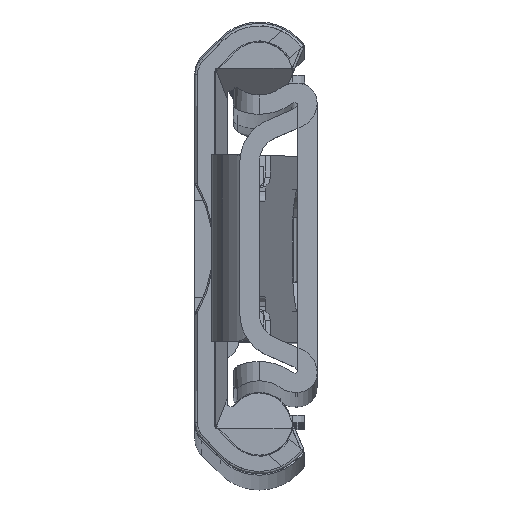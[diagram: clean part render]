
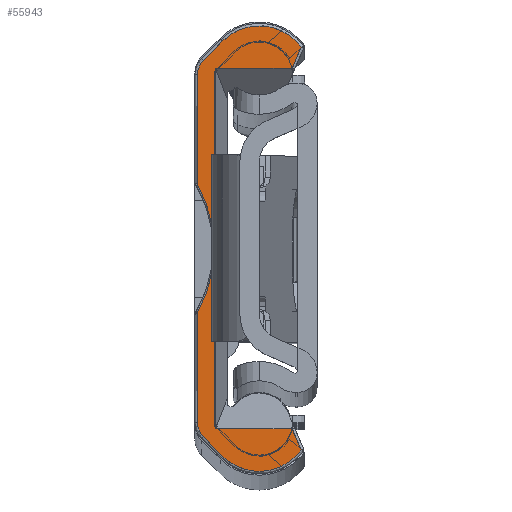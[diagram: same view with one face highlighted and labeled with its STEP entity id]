
A CAD part, top view. The second image highlights one B-rep face of the part: STEP entity #55943.
In plain terms, the highlighted planar face has unit normal (0, 0, 1).
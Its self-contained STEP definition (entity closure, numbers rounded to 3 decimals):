
#2099=PLANE('',#59328);
#3368=CIRCLE('',#59322,10.1);
#3372=CIRCLE('',#59329,1.6);
#3373=CIRCLE('',#59330,4.);
#3374=CIRCLE('',#59331,4.);
#3375=CIRCLE('',#59332,1.6);
#5771=FACE_OUTER_BOUND('',#8892,.T.);
#8892=EDGE_LOOP('',(#37783,#37784,#37785,#37786,#37787,#37788,#37789,#37790,
#37791,#37792,#37793,#37794,#37795,#37796));
#12233=LINE('',#80251,#15689);
#12235=LINE('',#80257,#15691);
#12236=LINE('',#80261,#15692);
#12237=LINE('',#80265,#15693);
#12238=LINE('',#80267,#15694);
#12239=LINE('',#80269,#15695);
#12240=LINE('',#80271,#15696);
#12241=LINE('',#80273,#15697);
#12242=LINE('',#80277,#15698);
#15689=VECTOR('',#65588,10.);
#15691=VECTOR('',#65594,10.);
#15692=VECTOR('',#65597,10.);
#15693=VECTOR('',#65600,10.);
#15694=VECTOR('',#65601,10.);
#15695=VECTOR('',#65602,10.);
#15696=VECTOR('',#65603,10.);
#15697=VECTOR('',#65604,10.);
#15698=VECTOR('',#65607,10.);
#21765=VERTEX_POINT('',#80172);
#21767=VERTEX_POINT('',#80190);
#21770=VERTEX_POINT('',#80250);
#21772=VERTEX_POINT('',#80256);
#21773=VERTEX_POINT('',#80258);
#21774=VERTEX_POINT('',#80260);
#21775=VERTEX_POINT('',#80262);
#21776=VERTEX_POINT('',#80264);
#21777=VERTEX_POINT('',#80266);
#21778=VERTEX_POINT('',#80268);
#21779=VERTEX_POINT('',#80270);
#21780=VERTEX_POINT('',#80272);
#21781=VERTEX_POINT('',#80274);
#21782=VERTEX_POINT('',#80276);
#27992=EDGE_CURVE('',#21767,#21765,#3368,.T.);
#27999=EDGE_CURVE('',#21765,#21770,#12233,.T.);
#28002=EDGE_CURVE('',#21772,#21767,#12235,.T.);
#28003=EDGE_CURVE('',#21773,#21772,#3372,.T.);
#28004=EDGE_CURVE('',#21774,#21773,#12236,.T.);
#28005=EDGE_CURVE('',#21775,#21774,#3373,.T.);
#28006=EDGE_CURVE('',#21776,#21775,#12237,.T.);
#28007=EDGE_CURVE('',#21776,#21777,#12238,.T.);
#28008=EDGE_CURVE('',#21777,#21778,#12239,.T.);
#28009=EDGE_CURVE('',#21778,#21779,#12240,.T.);
#28010=EDGE_CURVE('',#21780,#21779,#12241,.T.);
#28011=EDGE_CURVE('',#21781,#21780,#3374,.T.);
#28012=EDGE_CURVE('',#21782,#21781,#12242,.T.);
#28013=EDGE_CURVE('',#21770,#21782,#3375,.T.);
#37783=ORIENTED_EDGE('',*,*,#27992,.F.);
#37784=ORIENTED_EDGE('',*,*,#28002,.F.);
#37785=ORIENTED_EDGE('',*,*,#28003,.F.);
#37786=ORIENTED_EDGE('',*,*,#28004,.F.);
#37787=ORIENTED_EDGE('',*,*,#28005,.F.);
#37788=ORIENTED_EDGE('',*,*,#28006,.F.);
#37789=ORIENTED_EDGE('',*,*,#28007,.T.);
#37790=ORIENTED_EDGE('',*,*,#28008,.T.);
#37791=ORIENTED_EDGE('',*,*,#28009,.T.);
#37792=ORIENTED_EDGE('',*,*,#28010,.F.);
#37793=ORIENTED_EDGE('',*,*,#28011,.F.);
#37794=ORIENTED_EDGE('',*,*,#28012,.F.);
#37795=ORIENTED_EDGE('',*,*,#28013,.F.);
#37796=ORIENTED_EDGE('',*,*,#27999,.F.);
#55943=ADVANCED_FACE('',(#5771),#2099,.F.);
#59322=AXIS2_PLACEMENT_3D('',#80192,#65576,#65577);
#59328=AXIS2_PLACEMENT_3D('',#80255,#65592,#65593);
#59329=AXIS2_PLACEMENT_3D('',#80259,#65595,#65596);
#59330=AXIS2_PLACEMENT_3D('',#80263,#65598,#65599);
#59331=AXIS2_PLACEMENT_3D('',#80275,#65605,#65606);
#59332=AXIS2_PLACEMENT_3D('',#80278,#65608,#65609);
#65576=DIRECTION('center_axis',(0.,0.,
1.));
#65577=DIRECTION('ref_axis',(1.,0.,0.));
#65588=DIRECTION('',(0.,1.,0.));
#65592=DIRECTION('center_axis',(0.,0.,
-1.));
#65593=DIRECTION('ref_axis',(1.,0.,0.));
#65594=DIRECTION('',(0.,1.,0.));
#65595=DIRECTION('center_axis',(0.,0.,
-1.));
#65596=DIRECTION('ref_axis',(-0.924,-0.383,0.));
#65597=DIRECTION('',(-0.707,0.707,0.));
#65598=DIRECTION('center_axis',(0.,0.,
-1.));
#65599=DIRECTION('ref_axis',(0.082,-0.997,0.));
#65600=DIRECTION('',(0.391,-0.921,0.));
#65601=DIRECTION('',(-1.,0.,0.));
#65602=DIRECTION('',(0.,1.,0.));
#65603=DIRECTION('',(1.,0.,0.));
#65604=DIRECTION('',(-0.391,-0.921,0.));
#65605=DIRECTION('center_axis',(0.,0.,
-1.));
#65606=DIRECTION('ref_axis',(0.082,0.997,0.));
#65607=DIRECTION('',(0.707,0.707,0.));
#65608=DIRECTION('center_axis',(0.,0.,
-1.));
#65609=DIRECTION('ref_axis',(-0.924,0.383,0.));
#80172=CARTESIAN_POINT('',(-4.8,4.957,331.));
#80190=CARTESIAN_POINT('',(-4.8,-4.957,331.));
#80192=CARTESIAN_POINT('Origin',(-13.6,0.,331.));
#80250=CARTESIAN_POINT('',(-4.8,13.494,331.));
#80251=CARTESIAN_POINT('',(-4.8,11.489,331.));
#80255=CARTESIAN_POINT('Origin',(-2.302,9.483,331.));
#80256=CARTESIAN_POINT('',(-4.8,-13.494,331.));
#80257=CARTESIAN_POINT('',(-4.8,11.489,331.));
#80258=CARTESIAN_POINT('',(-4.331,-14.625,331.));
#80259=CARTESIAN_POINT('Origin',(-3.2,-13.494,331.));
#80260=CARTESIAN_POINT('',(-2.828,-16.128,331.));
#80261=CARTESIAN_POINT('',(-9.1,-9.857,331.));
#80262=CARTESIAN_POINT('',(3.252,-15.63,331.));
#80263=CARTESIAN_POINT('Origin',(0.,-13.3,
331.));
#80264=CARTESIAN_POINT('',(2.56,-14.,331.));
#80265=CARTESIAN_POINT('',(-2.302,-2.547,331.));
#80266=CARTESIAN_POINT('',(-3.4,-14.,331.));
#80267=CARTESIAN_POINT('',(-2.401,-14.,331.));
#80268=CARTESIAN_POINT('',(-3.4,14.,331.));
#80269=CARTESIAN_POINT('',(-3.4,4.742,331.));
#80270=CARTESIAN_POINT('',(2.56,14.,331.));
#80271=CARTESIAN_POINT('',(-2.401,14.,331.));
#80272=CARTESIAN_POINT('',(3.252,15.63,331.));
#80273=CARTESIAN_POINT('',(1.109,10.582,331.));
#80274=CARTESIAN_POINT('',(-2.828,16.128,331.));
#80275=CARTESIAN_POINT('Origin',(0.,13.3,331.));
#80276=CARTESIAN_POINT('',(-4.331,14.625,331.));
#80277=CARTESIAN_POINT('',(-4.358,14.599,331.));
#80278=CARTESIAN_POINT('Origin',(-3.2,13.494,331.));
